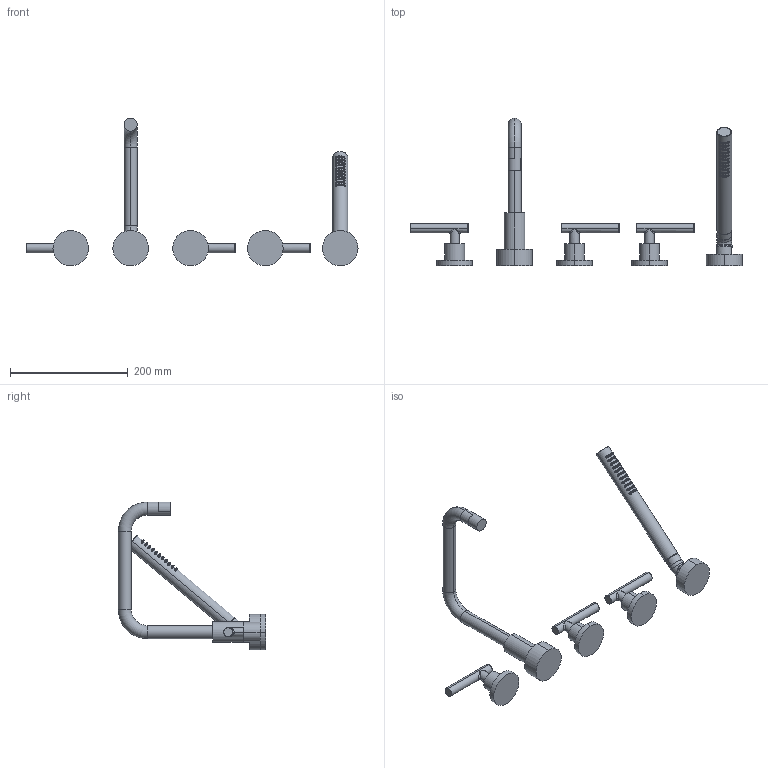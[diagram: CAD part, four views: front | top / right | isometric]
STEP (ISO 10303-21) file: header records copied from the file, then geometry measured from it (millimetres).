
FILE_DESCRIPTION((''),'2;1');
FILE_NAME('3-1407L','2021-03-17T13:51:52',('jinson.thomas'),(''),'CREO PARAMETRIC BY PTC INC, 2018400','CREO PARAMETRIC BY PTC INC, 2018400','');
FILE_SCHEMA(('CONFIG_CONTROL_DESIGN'));
Length unit declared in the file: inch
Products named in the file (1): 3-1407L
Bounding box: 563.28 x 250.23 x 250.82 mm (x, y, z)
Volume: 711396.3 mm3; surface area: 129269.2 mm2
Topology: 6 solids, 6 shells, 874 faces, 1884 edges, 1124 vertices
Faces by surface type: bspline 548, cylinder 257, plane 37, torus 20, cone 12
Entity records: 83719 total; most frequent: CARTESIAN_POINT 68587, ORIENTED_EDGE 3768, EDGE_CURVE 1884, DIRECTION 1778, VERTEX_POINT 1124, B_SPLINE_CURVE_WITH_KNOTS 1078, EDGE_LOOP 976, FACE_OUTER_BOUND 874
